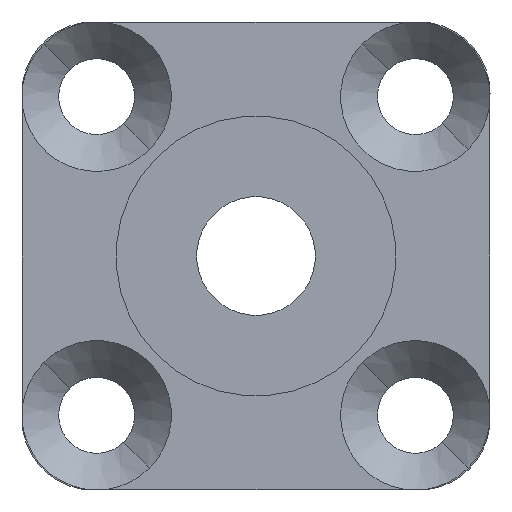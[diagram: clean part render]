
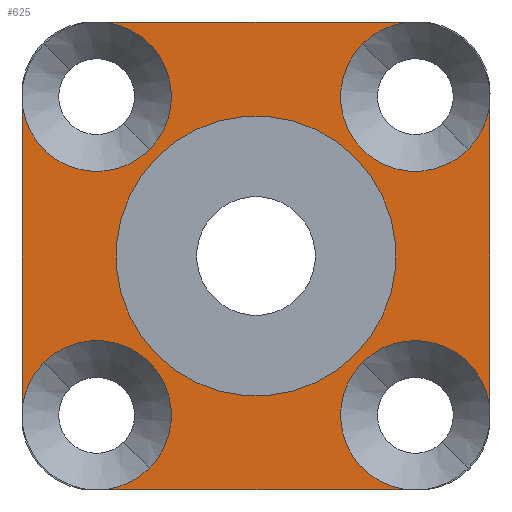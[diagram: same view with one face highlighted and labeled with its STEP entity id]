
A CAD part, front view. The second image highlights one B-rep face of the part: STEP entity #625.
In plain terms, the highlighted planar face has unit normal (0, -1, 0).
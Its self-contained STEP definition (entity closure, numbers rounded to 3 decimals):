
#18 = EDGE_CURVE ( 'NONE', #1230, #797, #1185, .T. ) ;
#37 = AXIS2_PLACEMENT_3D ( 'NONE', #495, #293, #390 ) ;
#39 = EDGE_CURVE ( 'NONE', #797, #552, #594, .T. ) ;
#42 = AXIS2_PLACEMENT_3D ( 'NONE', #1241, #145, #940 ) ;
#50 = DIRECTION ( 'NONE',  ( -1., 0., 0. ) ) ;
#56 = AXIS2_PLACEMENT_3D ( 'NONE', #1139, #440, #1153 ) ;
#74 = ORIENTED_EDGE ( 'NONE', *, *, #573, .F. ) ;
#98 = CIRCLE ( 'NONE', #203, 3.15 ) ;
#145 = DIRECTION ( 'NONE',  ( 0., -1., 0. ) ) ;
#161 = VERTEX_POINT ( 'NONE', #902 ) ;
#171 = CARTESIAN_POINT ( 'NONE',  ( -4.172, 14., -4.172 ) ) ;
#179 = CARTESIAN_POINT ( 'NONE',  ( 6.718, 14., 9.868 ) ) ;
#185 = DIRECTION ( 'NONE',  ( 0., -1., 0. ) ) ;
#188 = EDGE_CURVE ( 'NONE', #406, #1089, #98, .T. ) ;
#192 = CARTESIAN_POINT ( 'NONE',  ( 9.868, 14., -9.192 ) ) ;
#199 = LINE ( 'NONE', #595, #472 ) ;
#203 = AXIS2_PLACEMENT_3D ( 'NONE', #779, #185, #680 ) ;
#205 = VERTEX_POINT ( 'NONE', #1086 ) ;
#212 = VERTEX_POINT ( 'NONE', #894 ) ;
#217 = ORIENTED_EDGE ( 'NONE', *, *, #1088, .F. ) ;
#227 = ORIENTED_EDGE ( 'NONE', *, *, #1179, .F. ) ;
#238 = VECTOR ( 'NONE', #586, 1000. ) ;
#256 = ORIENTED_EDGE ( 'NONE', *, *, #1120, .F. ) ;
#257 = EDGE_CURVE ( 'NONE', #732, #369, #404, .T. ) ;
#258 = CARTESIAN_POINT ( 'NONE',  ( 6.718, 14., -9.868 ) ) ;
#264 = CARTESIAN_POINT ( 'NONE',  ( 9.868, 14., -6.718 ) ) ;
#265 = AXIS2_PLACEMENT_3D ( 'NONE', #524, #920, #311 ) ;
#272 = CARTESIAN_POINT ( 'NONE',  ( 0., 14., 0. ) ) ;
#293 = DIRECTION ( 'NONE',  ( 0., -1., 0. ) ) ;
#296 = CARTESIAN_POINT ( 'NONE',  ( -6.718, 14., -9.868 ) ) ;
#311 = DIRECTION ( 'NONE',  ( 0.707, 0., -0.707 ) ) ;
#316 = CARTESIAN_POINT ( 'NONE',  ( 8.945, 14., 4.49 ) ) ;
#328 = AXIS2_PLACEMENT_3D ( 'NONE', #539, #1259, #1161 ) ;
#330 = CIRCLE ( 'NONE', #499, 3.15 ) ;
#333 = EDGE_CURVE ( 'NONE', #1089, #1236, #655, .T. ) ;
#349 = ORIENTED_EDGE ( 'NONE', *, *, #820, .F. ) ;
#360 = CARTESIAN_POINT ( 'NONE',  ( 4.172, 14., 4.172 ) ) ;
#369 = VERTEX_POINT ( 'NONE', #264 ) ;
#378 = VERTEX_POINT ( 'NONE', #457 ) ;
#387 = EDGE_CURVE ( 'NONE', #205, #212, #469, .T. ) ;
#390 = DIRECTION ( 'NONE',  ( 0.707, 0., -0.707 ) ) ;
#392 = VERTEX_POINT ( 'NONE', #171 ) ;
#394 = AXIS2_PLACEMENT_3D ( 'NONE', #461, #746, #860 ) ;
#404 = LINE ( 'NONE', #192, #238 ) ;
#406 = VERTEX_POINT ( 'NONE', #648 ) ;
#423 = VERTEX_POINT ( 'NONE', #360 ) ;
#426 = PLANE ( 'NONE',  #394 ) ;
#440 = DIRECTION ( 'NONE',  ( 0., -1., 0. ) ) ;
#457 = CARTESIAN_POINT ( 'NONE',  ( -8.945, 14., -4.49 ) ) ;
#461 = CARTESIAN_POINT ( 'NONE',  ( -9.192, 14., -9.192 ) ) ;
#469 = CIRCLE ( 'NONE', #786, 3.15 ) ;
#472 = VECTOR ( 'NONE', #504, 1000. ) ;
#479 = CARTESIAN_POINT ( 'NONE',  ( -6.718, 14., 6.718 ) ) ;
#489 = CARTESIAN_POINT ( 'NONE',  ( -9.868, 14., 6.718 ) ) ;
#492 = DIRECTION ( 'NONE',  ( 0.707, 0., -0.707 ) ) ;
#495 = CARTESIAN_POINT ( 'NONE',  ( 6.718, 14., 6.718 ) ) ;
#499 = AXIS2_PLACEMENT_3D ( 'NONE', #1194, #560, #1091 ) ;
#500 = VERTEX_POINT ( 'NONE', #489 ) ;
#501 = LINE ( 'NONE', #889, #893 ) ;
#504 = DIRECTION ( 'NONE',  ( 1., 0., 0. ) ) ;
#520 = CIRCLE ( 'NONE', #42, 3.15 ) ;
#522 = ORIENTED_EDGE ( 'NONE', *, *, #387, .F. ) ;
#524 = CARTESIAN_POINT ( 'NONE',  ( 6.718, 14., -6.718 ) ) ;
#527 = ORIENTED_EDGE ( 'NONE', *, *, #333, .F. ) ;
#533 = AXIS2_PLACEMENT_3D ( 'NONE', #1064, #1174, #1048 ) ;
#539 = CARTESIAN_POINT ( 'NONE',  ( 6.718, 14., 6.718 ) ) ;
#552 = VERTEX_POINT ( 'NONE', #316 ) ;
#560 = DIRECTION ( 'NONE',  ( 0., -1., 0. ) ) ;
#573 = EDGE_CURVE ( 'NONE', #552, #732, #596, .T. ) ;
#586 = DIRECTION ( 'NONE',  ( 0., 0., -1. ) ) ;
#589 = ORIENTED_EDGE ( 'NONE', *, *, #18, .F. ) ;
#591 = DIRECTION ( 'NONE',  ( 0., 0., 1. ) ) ;
#592 = EDGE_CURVE ( 'NONE', #212, #1230, #199, .T. ) ;
#594 = CIRCLE ( 'NONE', #533, 3.15 ) ;
#595 = CARTESIAN_POINT ( 'NONE',  ( -9.192, 14., 9.868 ) ) ;
#596 = CIRCLE ( 'NONE', #37, 3.15 ) ;
#625 = ADVANCED_FACE ( 'NONE', ( #1228, #1051 ), #426, .F. ) ;
#637 = CIRCLE ( 'NONE', #1109, 3.15 ) ;
#648 = CARTESIAN_POINT ( 'NONE',  ( 4.49, 14., -4.49 ) ) ;
#655 = LINE ( 'NONE', #861, #1084 ) ;
#675 = ORIENTED_EDGE ( 'NONE', *, *, #257, .F. ) ;
#680 = DIRECTION ( 'NONE',  ( 0.707, 0., -0.707 ) ) ;
#724 = CIRCLE ( 'NONE', #56, 5.9 ) ;
#732 = VERTEX_POINT ( 'NONE', #1027 ) ;
#735 = EDGE_LOOP ( 'NONE', ( #1092, #227, #1128, #217, #527, #1251, #836, #675, #74, #917, #589, #1055, #522, #349 ) ) ;
#746 = DIRECTION ( 'NONE',  ( 0., 1., 0. ) ) ;
#779 = CARTESIAN_POINT ( 'NONE',  ( 6.718, 14., -6.718 ) ) ;
#786 = AXIS2_PLACEMENT_3D ( 'NONE', #878, #1265, #965 ) ;
#797 = VERTEX_POINT ( 'NONE', #1100 ) ;
#820 = EDGE_CURVE ( 'NONE', #500, #205, #637, .T. ) ;
#828 = DIRECTION ( 'NONE',  ( 0., -1., 0. ) ) ;
#836 = ORIENTED_EDGE ( 'NONE', *, *, #892, .F. ) ;
#838 = EDGE_CURVE ( 'NONE', #161, #500, #501, .T. ) ;
#852 = DIRECTION ( 'NONE',  ( 0.707, 0., -0.707 ) ) ;
#860 = DIRECTION ( 'NONE',  ( -0.707, 0., -0.707 ) ) ;
#861 = CARTESIAN_POINT ( 'NONE',  ( -9.192, 14., -9.868 ) ) ;
#878 = CARTESIAN_POINT ( 'NONE',  ( -6.718, 14., 6.718 ) ) ;
#889 = CARTESIAN_POINT ( 'NONE',  ( -9.868, 14., -9.192 ) ) ;
#892 = EDGE_CURVE ( 'NONE', #369, #406, #1059, .T. ) ;
#893 = VECTOR ( 'NONE', #591, 1000. ) ;
#894 = CARTESIAN_POINT ( 'NONE',  ( -6.718, 14., 9.868 ) ) ;
#902 = CARTESIAN_POINT ( 'NONE',  ( -9.868, 14., -6.718 ) ) ;
#917 = ORIENTED_EDGE ( 'NONE', *, *, #39, .F. ) ;
#920 = DIRECTION ( 'NONE',  ( 0., -1., 0. ) ) ;
#940 = DIRECTION ( 'NONE',  ( 0.707, 0., -0.707 ) ) ;
#965 = DIRECTION ( 'NONE',  ( 0.707, 0., -0.707 ) ) ;
#973 = CIRCLE ( 'NONE', #1021, 3.15 ) ;
#980 = VERTEX_POINT ( 'NONE', #1220 ) ;
#1001 = AXIS2_PLACEMENT_3D ( 'NONE', #272, #1165, #1074 ) ;
#1021 = AXIS2_PLACEMENT_3D ( 'NONE', #1249, #828, #852 ) ;
#1027 = CARTESIAN_POINT ( 'NONE',  ( 9.868, 14., 6.718 ) ) ;
#1048 = DIRECTION ( 'NONE',  ( 0.707, 0., -0.707 ) ) ;
#1051 = FACE_OUTER_BOUND ( 'NONE', #735, .T. ) ;
#1055 = ORIENTED_EDGE ( 'NONE', *, *, #592, .F. ) ;
#1059 = CIRCLE ( 'NONE', #265, 3.15 ) ;
#1064 = CARTESIAN_POINT ( 'NONE',  ( 6.718, 14., 6.718 ) ) ;
#1074 = DIRECTION ( 'NONE',  ( 0.707, 0., 0.707 ) ) ;
#1077 = EDGE_CURVE ( 'NONE', #980, #378, #973, .T. ) ;
#1083 = DIRECTION ( 'NONE',  ( 0., -1., 0. ) ) ;
#1084 = VECTOR ( 'NONE', #50, 1000. ) ;
#1086 = CARTESIAN_POINT ( 'NONE',  ( -4.49, 14., 4.49 ) ) ;
#1088 = EDGE_CURVE ( 'NONE', #1236, #980, #520, .T. ) ;
#1089 = VERTEX_POINT ( 'NONE', #258 ) ;
#1091 = DIRECTION ( 'NONE',  ( 0.707, 0., -0.707 ) ) ;
#1092 = ORIENTED_EDGE ( 'NONE', *, *, #838, .F. ) ;
#1096 = EDGE_LOOP ( 'NONE', ( #256, #1175 ) ) ;
#1100 = CARTESIAN_POINT ( 'NONE',  ( 4.49, 14., 8.945 ) ) ;
#1109 = AXIS2_PLACEMENT_3D ( 'NONE', #479, #1083, #492 ) ;
#1120 = EDGE_CURVE ( 'NONE', #423, #392, #724, .T. ) ;
#1128 = ORIENTED_EDGE ( 'NONE', *, *, #1077, .F. ) ;
#1139 = CARTESIAN_POINT ( 'NONE',  ( 0., 14., 0. ) ) ;
#1153 = DIRECTION ( 'NONE',  ( 0.707, 0., 0.707 ) ) ;
#1161 = DIRECTION ( 'NONE',  ( 0.707, 0., -0.707 ) ) ;
#1165 = DIRECTION ( 'NONE',  ( 0., -1., 0. ) ) ;
#1174 = DIRECTION ( 'NONE',  ( 0., -1., 0. ) ) ;
#1175 = ORIENTED_EDGE ( 'NONE', *, *, #1200, .F. ) ;
#1179 = EDGE_CURVE ( 'NONE', #378, #161, #330, .T. ) ;
#1185 = CIRCLE ( 'NONE', #328, 3.15 ) ;
#1194 = CARTESIAN_POINT ( 'NONE',  ( -6.718, 14., -6.718 ) ) ;
#1200 = EDGE_CURVE ( 'NONE', #392, #423, #1231, .T. ) ;
#1220 = CARTESIAN_POINT ( 'NONE',  ( -4.49, 14., -8.945 ) ) ;
#1228 = FACE_BOUND ( 'NONE', #1096, .T. ) ;
#1230 = VERTEX_POINT ( 'NONE', #179 ) ;
#1231 = CIRCLE ( 'NONE', #1001, 5.9 ) ;
#1236 = VERTEX_POINT ( 'NONE', #296 ) ;
#1241 = CARTESIAN_POINT ( 'NONE',  ( -6.718, 14., -6.718 ) ) ;
#1249 = CARTESIAN_POINT ( 'NONE',  ( -6.718, 14., -6.718 ) ) ;
#1251 = ORIENTED_EDGE ( 'NONE', *, *, #188, .F. ) ;
#1259 = DIRECTION ( 'NONE',  ( 0., -1., 0. ) ) ;
#1265 = DIRECTION ( 'NONE',  ( 0., -1., 0. ) ) ;
